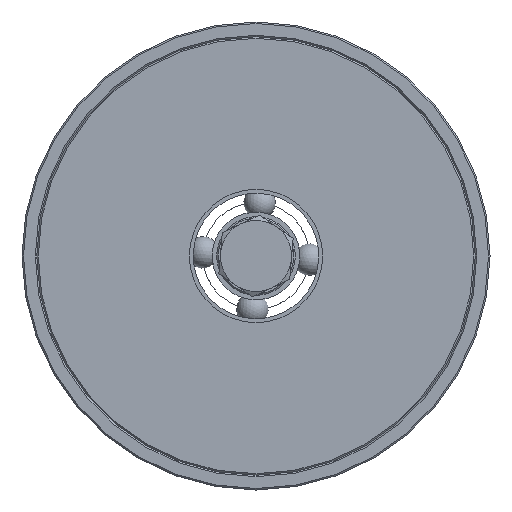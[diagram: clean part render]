
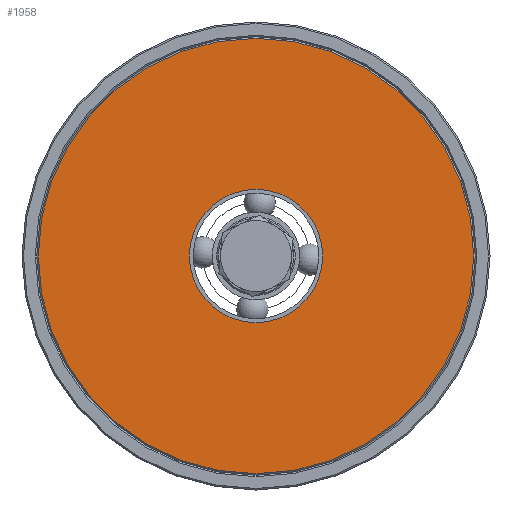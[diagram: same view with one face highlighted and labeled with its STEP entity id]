
A CAD part, left-side view. The second image highlights one B-rep face of the part: STEP entity #1958.
In plain terms, the highlighted planar face has unit normal (-1, 0, 0).
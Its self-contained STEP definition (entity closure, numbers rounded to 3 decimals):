
#121=FACE_BOUND('',#313,.T.);
#159=PLANE('',#2106);
#197=FACE_OUTER_BOUND('',#312,.T.);
#312=EDGE_LOOP('',(#1282,#1283));
#313=EDGE_LOOP('',(#1284,#1285));
#609=CIRCLE('',#2104,73.5);
#610=CIRCLE('',#2105,73.5);
#611=CIRCLE('',#2107,22.5);
#612=CIRCLE('',#2108,22.5);
#779=VERTEX_POINT('',#3062);
#780=VERTEX_POINT('',#3063);
#781=VERTEX_POINT('',#3068);
#782=VERTEX_POINT('',#3069);
#990=EDGE_CURVE('',#779,#780,#609,.T.);
#991=EDGE_CURVE('',#780,#779,#610,.T.);
#993=EDGE_CURVE('',#781,#782,#611,.T.);
#994=EDGE_CURVE('',#782,#781,#612,.T.);
#1282=ORIENTED_EDGE('',*,*,#990,.T.);
#1283=ORIENTED_EDGE('',*,*,#991,.T.);
#1284=ORIENTED_EDGE('',*,*,#993,.T.);
#1285=ORIENTED_EDGE('',*,*,#994,.T.);
#1958=ADVANCED_FACE('',(#197,#121),#159,.T.);
#2104=AXIS2_PLACEMENT_3D('',#3064,#2406,#2407);
#2105=AXIS2_PLACEMENT_3D('',#3065,#2408,#2409);
#2106=AXIS2_PLACEMENT_3D('',#3067,#2411,#2412);
#2107=AXIS2_PLACEMENT_3D('',#3070,#2413,#2414);
#2108=AXIS2_PLACEMENT_3D('',#3071,#2415,#2416);
#2406=DIRECTION('center_axis',(-1.,0.,0.));
#2407=DIRECTION('ref_axis',(0.,-1.,0.));
#2408=DIRECTION('center_axis',(-1.,0.,0.));
#2409=DIRECTION('ref_axis',(0.,-1.,0.));
#2411=DIRECTION('center_axis',(-1.,0.,0.));
#2412=DIRECTION('ref_axis',(0.,0.,-1.));
#2413=DIRECTION('center_axis',(1.,0.,0.));
#2414=DIRECTION('ref_axis',(0.,-1.,0.));
#2415=DIRECTION('center_axis',(1.,0.,0.));
#2416=DIRECTION('ref_axis',(0.,-1.,0.));
#3062=CARTESIAN_POINT('',(-12.5,-73.5,0.));
#3063=CARTESIAN_POINT('',(-12.5,73.5,0.));
#3064=CARTESIAN_POINT('Origin',(-12.5,0.,0.));
#3065=CARTESIAN_POINT('Origin',(-12.5,0.,0.));
#3067=CARTESIAN_POINT('Origin',(-12.5,0.,0.));
#3068=CARTESIAN_POINT('',(-12.5,-22.5,0.));
#3069=CARTESIAN_POINT('',(-12.5,22.5,0.));
#3070=CARTESIAN_POINT('Origin',(-12.5,0.,0.));
#3071=CARTESIAN_POINT('Origin',(-12.5,0.,0.));
